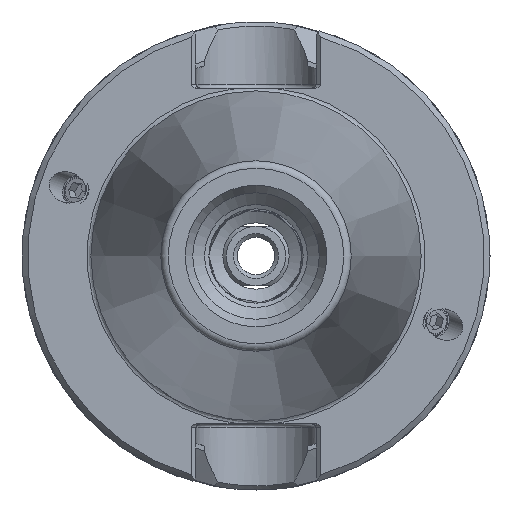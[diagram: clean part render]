
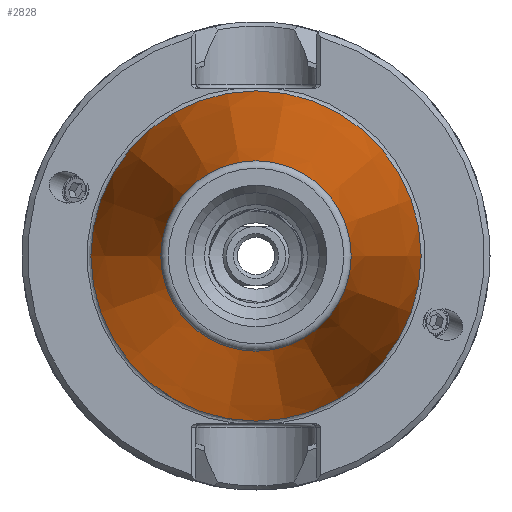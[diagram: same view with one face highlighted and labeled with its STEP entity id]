
A CAD part, left-side view. The second image highlights one B-rep face of the part: STEP entity #2828.
In plain terms, the highlighted conical face has half-angle 8.297 degrees and reference radius 17.456 mm.
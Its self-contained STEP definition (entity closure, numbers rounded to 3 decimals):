
#2785=CARTESIAN_POINT('',(-64.536,12.814,0.));
#2786=VERTEX_POINT('',#2785);
#2787=CARTESIAN_POINT('',(-64.536,0.,0.));
#2788=DIRECTION('',(-1.0,0.0,0.0));
#2789=DIRECTION('',(0.0,-1.0,0.0));
#2790=AXIS2_PLACEMENT_3D('',#2787,#2788,#2789);
#2791=CIRCLE('',#2790,12.814);
#2792=EDGE_CURVE('',#2786,#2786,#2791,.T.);
#2809=CARTESIAN_POINT('',(-32.703,0.0,0.0));
#2810=DIRECTION('',(1.0,0.0,0.0));
#2811=DIRECTION('',(0.,1.0,0.0));
#2812=AXIS2_PLACEMENT_3D('',#2809,#2810,#2811);
#2813=CONICAL_SURFACE('',#2812,17.456,8.297);
#2814=CARTESIAN_POINT('',(0.0,22.225,0.0));
#2815=VERTEX_POINT('',#2814);
#2816=CARTESIAN_POINT('',(0.0,0.0,0.0));
#2817=DIRECTION('',(1.0,0.,0.0));
#2818=DIRECTION('',(0.,1.0,0.0));
#2819=AXIS2_PLACEMENT_3D('',#2816,#2817,#2818);
#2820=CIRCLE('',#2819,22.225);
#2821=EDGE_CURVE('',#2815,#2815,#2820,.T.);
#2822=ORIENTED_EDGE('',*,*,#2821,.F.);
#2823=EDGE_LOOP('',(#2822));
#2824=FACE_OUTER_BOUND('',#2823,.T.);
#2825=ORIENTED_EDGE('',*,*,#2792,.F.);
#2826=EDGE_LOOP('',(#2825));
#2827=FACE_BOUND('',#2826,.T.);
#2828=ADVANCED_FACE('',(#2824,#2827),#2813,.T.);
